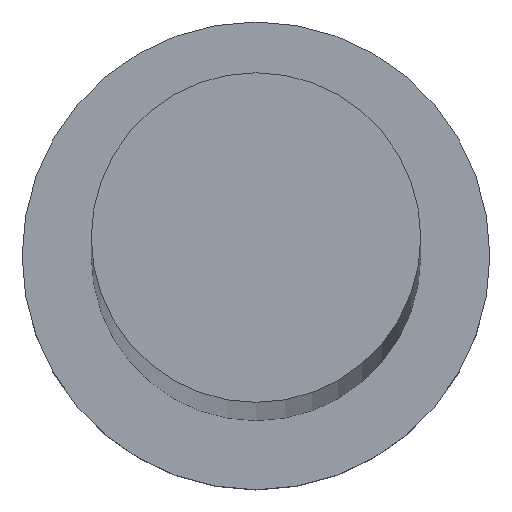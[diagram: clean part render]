
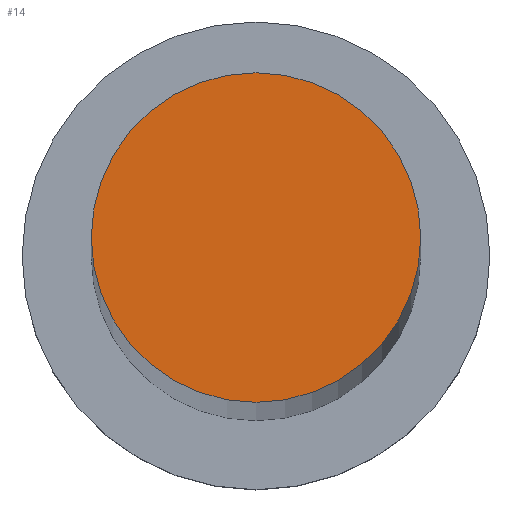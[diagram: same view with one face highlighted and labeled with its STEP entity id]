
A CAD part, top view. The second image highlights one B-rep face of the part: STEP entity #14.
In plain terms, the highlighted planar face has unit normal (0, 0, 1).
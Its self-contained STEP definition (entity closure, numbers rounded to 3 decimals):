
#5 = EDGE_CURVE ( 'NONE', #6, #240, #243, .T. ) ;
#6 = VERTEX_POINT ( 'NONE', #135 ) ;
#8 = DIRECTION ( 'NONE',  ( 0., 0., 1. ) ) ;
#14 = ADVANCED_FACE ( 'NONE', ( #79 ), #197, .T. ) ;
#20 = AXIS2_PLACEMENT_3D ( 'NONE', #29, #66, #51 ) ;
#29 = CARTESIAN_POINT ( 'NONE',  ( 0., 0., 500. ) ) ;
#40 = DIRECTION ( 'NONE',  ( 1., 0., 0. ) ) ;
#51 = DIRECTION ( 'NONE',  ( 1., 0., 0. ) ) ;
#66 = DIRECTION ( 'NONE',  ( 0., 0., 1. ) ) ;
#79 = FACE_OUTER_BOUND ( 'NONE', #176, .T. ) ;
#116 = CARTESIAN_POINT ( 'NONE',  ( 0., 0., 500. ) ) ;
#122 = CIRCLE ( 'NONE', #20, 7.75 ) ;
#132 = CARTESIAN_POINT ( 'NONE',  ( 7.75, 0., 500. ) ) ;
#135 = CARTESIAN_POINT ( 'NONE',  ( -7.75, 0., 500. ) ) ;
#139 = ORIENTED_EDGE ( 'NONE', *, *, #5, .T. ) ;
#153 = ORIENTED_EDGE ( 'NONE', *, *, #230, .T. ) ;
#176 = EDGE_LOOP ( 'NONE', ( #139, #153 ) ) ;
#193 = DIRECTION ( 'NONE',  ( 0., 0., 1. ) ) ;
#194 = AXIS2_PLACEMENT_3D ( 'NONE', #195, #193, #40 ) ;
#195 = CARTESIAN_POINT ( 'NONE',  ( 0., 0., 500. ) ) ;
#197 = PLANE ( 'NONE',  #194 ) ;
#208 = AXIS2_PLACEMENT_3D ( 'NONE', #116, #8, #239 ) ;
#230 = EDGE_CURVE ( 'NONE', #240, #6, #122, .T. ) ;
#239 = DIRECTION ( 'NONE',  ( 1., 0., 0. ) ) ;
#240 = VERTEX_POINT ( 'NONE', #132 ) ;
#243 = CIRCLE ( 'NONE', #208, 7.75 ) ;
